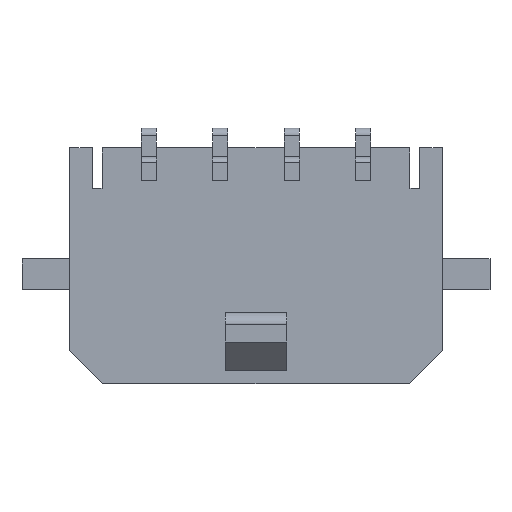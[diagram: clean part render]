
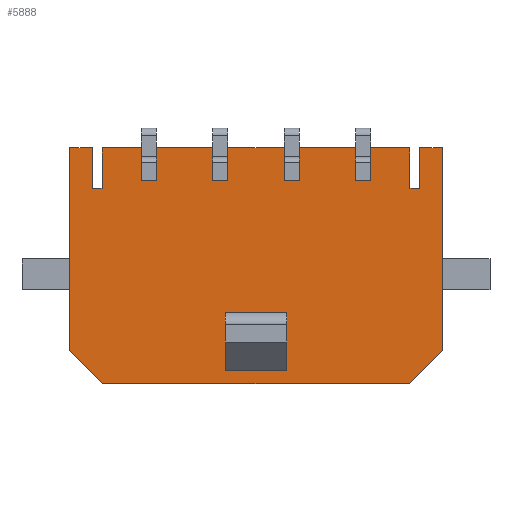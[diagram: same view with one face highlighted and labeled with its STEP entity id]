
A CAD part, top view. The second image highlights one B-rep face of the part: STEP entity #5888.
In plain terms, the highlighted planar face has unit normal (0, 0, 1).
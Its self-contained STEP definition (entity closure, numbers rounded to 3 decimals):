
#247=FACE_OUTER_BOUND('',#556,.T.);
#556=EDGE_LOOP('',(#4453,#4454,#4455,#4456,#4457,#4458,#4459,#4460,#4461,
#4462,#4463,#4464,#4465,#4466,#4467,#4468,#4469,#4470,#4471,#4472,#4473,
#4474,#4475,#4476,#4477,#4478,#4479,#4480,#4481,#4482));
#760=LINE('',#8032,#1543);
#805=LINE('',#8130,#1588);
#885=LINE('',#8303,#1668);
#948=LINE('',#8431,#1731);
#960=LINE('',#8455,#1743);
#979=LINE('',#8493,#1762);
#1171=LINE('',#8881,#1954);
#1190=LINE('',#8918,#1973);
#1191=LINE('',#8920,#1974);
#1193=LINE('',#8925,#1976);
#1196=LINE('',#8930,#1979);
#1198=LINE('',#8935,#1981);
#1202=LINE('',#8942,#1985);
#1204=LINE('',#8947,#1987);
#1206=LINE('',#8951,#1989);
#1207=LINE('',#8953,#1990);
#1208=LINE('',#8954,#1991);
#1209=LINE('',#8955,#1992);
#1210=LINE('',#8957,#1993);
#1211=LINE('',#8958,#1994);
#1212=LINE('',#8960,#1995);
#1213=LINE('',#8961,#1996);
#1214=LINE('',#8963,#1997);
#1215=LINE('',#8965,#1998);
#1216=LINE('',#8966,#1999);
#1217=LINE('',#8968,#2000);
#1218=LINE('',#8970,#2001);
#1219=LINE('',#8971,#2002);
#1220=LINE('',#8973,#2003);
#1221=LINE('',#8974,#2004);
#1543=VECTOR('',#6501,1.35);
#1588=VECTOR('',#6566,1.7);
#1668=VECTOR('',#6682,1.7);
#1731=VECTOR('',#6799,8.5);
#1743=VECTOR('',#6813,1.98);
#1762=VECTOR('',#6848,12.85);
#1954=VECTOR('',#7170,8.5);
#1973=VECTOR('',#7205,0.96);
#1974=VECTOR('',#7208,0.96);
#1976=VECTOR('',#7212,1.645);
#1979=VECTOR('',#7217,2.36);
#1981=VECTOR('',#7221,2.36);
#1985=VECTOR('',#7227,1.645);
#1987=VECTOR('',#7231,2.36);
#1989=VECTOR('',#7235,1.35);
#1990=VECTOR('',#7236,1.7);
#1991=VECTOR('',#7237,0.4);
#1992=VECTOR('',#7238,1.98);
#1993=VECTOR('',#7239,0.4);
#1994=VECTOR('',#7240,1.7);
#1995=VECTOR('',#7241,1.35);
#1996=VECTOR('',#7242,0.64);
#1997=VECTOR('',#7243,1.35);
#1998=VECTOR('',#7244,0.64);
#1999=VECTOR('',#7245,1.35);
#2000=VECTOR('',#7246,1.35);
#2001=VECTOR('',#7247,0.64);
#2002=VECTOR('',#7248,1.35);
#2003=VECTOR('',#7249,1.35);
#2004=VECTOR('',#7250,0.64);
#2317=VERTEX_POINT('',#8022);
#2321=VERTEX_POINT('',#8030);
#2363=VERTEX_POINT('',#8127);
#2364=VERTEX_POINT('',#8129);
#2438=VERTEX_POINT('',#8300);
#2439=VERTEX_POINT('',#8302);
#2476=VERTEX_POINT('',#8428);
#2477=VERTEX_POINT('',#8430);
#2488=VERTEX_POINT('',#8454);
#2499=VERTEX_POINT('',#8492);
#2629=VERTEX_POINT('',#8878);
#2630=VERTEX_POINT('',#8880);
#2641=VERTEX_POINT('',#8922);
#2642=VERTEX_POINT('',#8924);
#2643=VERTEX_POINT('',#8928);
#2644=VERTEX_POINT('',#8932);
#2645=VERTEX_POINT('',#8934);
#2646=VERTEX_POINT('',#8938);
#2647=VERTEX_POINT('',#8940);
#2648=VERTEX_POINT('',#8944);
#2649=VERTEX_POINT('',#8946);
#2650=VERTEX_POINT('',#8950);
#2651=VERTEX_POINT('',#8952);
#2652=VERTEX_POINT('',#8956);
#2653=VERTEX_POINT('',#8959);
#2654=VERTEX_POINT('',#8962);
#2655=VERTEX_POINT('',#8964);
#2656=VERTEX_POINT('',#8967);
#2657=VERTEX_POINT('',#8969);
#2658=VERTEX_POINT('',#8972);
#2868=EDGE_CURVE('',#2321,#2317,#760,.T.);
#2914=EDGE_CURVE('',#2364,#2363,#805,.T.);
#3002=EDGE_CURVE('',#2438,#2439,#885,.T.);
#3069=EDGE_CURVE('',#2476,#2477,#948,.T.);
#3081=EDGE_CURVE('',#2488,#2477,#960,.T.);
#3100=EDGE_CURVE('',#2499,#2488,#979,.T.);
#3295=EDGE_CURVE('',#2630,#2629,#1171,.T.);
#3314=EDGE_CURVE('',#2364,#2476,#1190,.T.);
#3315=EDGE_CURVE('',#2630,#2438,#1191,.T.);
#3317=EDGE_CURVE('',#2641,#2642,#1193,.T.);
#3320=EDGE_CURVE('',#2643,#2321,#1196,.T.);
#3322=EDGE_CURVE('',#2644,#2645,#1198,.T.);
#3326=EDGE_CURVE('',#2647,#2646,#1202,.T.);
#3328=EDGE_CURVE('',#2648,#2649,#1204,.T.);
#3330=EDGE_CURVE('',#2646,#2650,#1206,.T.);
#3331=EDGE_CURVE('',#2647,#2651,#1207,.T.);
#3332=EDGE_CURVE('',#2439,#2651,#1208,.T.);
#3333=EDGE_CURVE('',#2629,#2499,#1209,.T.);
#3334=EDGE_CURVE('',#2652,#2363,#1210,.T.);
#3335=EDGE_CURVE('',#2642,#2652,#1211,.T.);
#3336=EDGE_CURVE('',#2641,#2653,#1212,.T.);
#3337=EDGE_CURVE('',#2317,#2653,#1213,.T.);
#3338=EDGE_CURVE('',#2643,#2654,#1214,.T.);
#3339=EDGE_CURVE('',#2655,#2654,#1215,.T.);
#3340=EDGE_CURVE('',#2645,#2655,#1216,.T.);
#3341=EDGE_CURVE('',#2644,#2656,#1217,.T.);
#3342=EDGE_CURVE('',#2657,#2656,#1218,.T.);
#3343=EDGE_CURVE('',#2649,#2657,#1219,.T.);
#3344=EDGE_CURVE('',#2648,#2658,#1220,.T.);
#3345=EDGE_CURVE('',#2650,#2658,#1221,.T.);
#4453=ORIENTED_EDGE('',*,*,#3330,.F.);
#4454=ORIENTED_EDGE('',*,*,#3326,.F.);
#4455=ORIENTED_EDGE('',*,*,#3331,.T.);
#4456=ORIENTED_EDGE('',*,*,#3332,.F.);
#4457=ORIENTED_EDGE('',*,*,#3002,.F.);
#4458=ORIENTED_EDGE('',*,*,#3315,.F.);
#4459=ORIENTED_EDGE('',*,*,#3295,.T.);
#4460=ORIENTED_EDGE('',*,*,#3333,.T.);
#4461=ORIENTED_EDGE('',*,*,#3100,.T.);
#4462=ORIENTED_EDGE('',*,*,#3081,.T.);
#4463=ORIENTED_EDGE('',*,*,#3069,.F.);
#4464=ORIENTED_EDGE('',*,*,#3314,.F.);
#4465=ORIENTED_EDGE('',*,*,#2914,.T.);
#4466=ORIENTED_EDGE('',*,*,#3334,.F.);
#4467=ORIENTED_EDGE('',*,*,#3335,.F.);
#4468=ORIENTED_EDGE('',*,*,#3317,.F.);
#4469=ORIENTED_EDGE('',*,*,#3336,.T.);
#4470=ORIENTED_EDGE('',*,*,#3337,.F.);
#4471=ORIENTED_EDGE('',*,*,#2868,.F.);
#4472=ORIENTED_EDGE('',*,*,#3320,.F.);
#4473=ORIENTED_EDGE('',*,*,#3338,.T.);
#4474=ORIENTED_EDGE('',*,*,#3339,.F.);
#4475=ORIENTED_EDGE('',*,*,#3340,.F.);
#4476=ORIENTED_EDGE('',*,*,#3322,.F.);
#4477=ORIENTED_EDGE('',*,*,#3341,.T.);
#4478=ORIENTED_EDGE('',*,*,#3342,.F.);
#4479=ORIENTED_EDGE('',*,*,#3343,.F.);
#4480=ORIENTED_EDGE('',*,*,#3328,.F.);
#4481=ORIENTED_EDGE('',*,*,#3344,.T.);
#4482=ORIENTED_EDGE('',*,*,#3345,.F.);
#5490=PLANE('',#6223);
#5888=ADVANCED_FACE('',(#247),#5490,.T.);
#6223=AXIS2_PLACEMENT_3D('',#8949,#7233,#7234);
#6501=DIRECTION('',(0.,-1.,0.));
#6566=DIRECTION('',(0.,-1.,0.));
#6682=DIRECTION('',(0.,-1.,0.));
#6799=DIRECTION('',(0.,-1.,0.));
#6813=DIRECTION('',(0.707,0.707,0.));
#6848=DIRECTION('',(1.,0.,0.));
#7170=DIRECTION('',(0.,-1.,0.));
#7205=DIRECTION('',(1.,0.,0.));
#7208=DIRECTION('',(1.,0.,0.));
#7212=DIRECTION('',(1.,0.,0.));
#7217=DIRECTION('',(1.,0.,0.));
#7221=DIRECTION('',(1.,0.,0.));
#7227=DIRECTION('',(1.,0.,0.));
#7231=DIRECTION('',(1.,0.,0.));
#7233=DIRECTION('center_axis',(0.,0.,1.));
#7234=DIRECTION('ref_axis',(0.,-1.,0.));
#7235=DIRECTION('',(0.,-1.,0.));
#7236=DIRECTION('',(0.,-1.,0.));
#7237=DIRECTION('',(1.,0.,0.));
#7238=DIRECTION('',(0.707,-0.707,0.));
#7239=DIRECTION('',(1.,0.,0.));
#7240=DIRECTION('',(0.,-1.,0.));
#7241=DIRECTION('',(0.,-1.,0.));
#7242=DIRECTION('',(1.,0.,0.));
#7243=DIRECTION('',(0.,-1.,0.));
#7244=DIRECTION('',(1.,0.,0.));
#7245=DIRECTION('',(0.,-1.,0.));
#7246=DIRECTION('',(0.,-1.,0.));
#7247=DIRECTION('',(1.,0.,0.));
#7248=DIRECTION('',(0.,-1.,0.));
#7249=DIRECTION('',(0.,-1.,0.));
#7250=DIRECTION('',(1.,0.,0.));
#8022=CARTESIAN_POINT('',(4.18,3.6,4.47));
#8030=CARTESIAN_POINT('',(4.18,4.95,4.47));
#8032=CARTESIAN_POINT('',(4.18,4.95,4.47));
#8127=CARTESIAN_POINT('',(6.865,3.25,4.47));
#8129=CARTESIAN_POINT('',(6.865,4.95,4.47));
#8130=CARTESIAN_POINT('',(6.865,4.95,4.47));
#8300=CARTESIAN_POINT('',(-6.865,4.95,4.47));
#8302=CARTESIAN_POINT('',(-6.865,3.25,4.47));
#8303=CARTESIAN_POINT('',(-6.865,4.95,4.47));
#8428=CARTESIAN_POINT('',(7.825,4.95,4.47));
#8430=CARTESIAN_POINT('',(7.825,-3.55,4.47));
#8431=CARTESIAN_POINT('',(7.825,4.95,4.47));
#8454=CARTESIAN_POINT('',(6.425,-4.95,4.47));
#8455=CARTESIAN_POINT('',(6.425,-4.95,4.47));
#8492=CARTESIAN_POINT('',(-6.425,-4.95,4.47));
#8493=CARTESIAN_POINT('',(-6.425,-4.95,4.47));
#8878=CARTESIAN_POINT('',(-7.825,-3.55,4.47));
#8880=CARTESIAN_POINT('',(-7.825,4.95,4.47));
#8881=CARTESIAN_POINT('',(-7.825,4.95,4.47));
#8918=CARTESIAN_POINT('',(6.865,4.95,4.47));
#8920=CARTESIAN_POINT('',(-7.825,4.95,4.47));
#8922=CARTESIAN_POINT('',(4.82,4.95,4.47));
#8924=CARTESIAN_POINT('',(6.465,4.95,4.47));
#8925=CARTESIAN_POINT('',(4.82,4.95,4.47));
#8928=CARTESIAN_POINT('',(1.82,4.95,4.47));
#8930=CARTESIAN_POINT('',(1.82,4.95,4.47));
#8932=CARTESIAN_POINT('',(-1.18,4.95,4.47));
#8934=CARTESIAN_POINT('',(1.18,4.95,4.47));
#8935=CARTESIAN_POINT('',(-1.18,4.95,4.47));
#8938=CARTESIAN_POINT('',(-4.82,4.95,4.47));
#8940=CARTESIAN_POINT('',(-6.465,4.95,4.47));
#8942=CARTESIAN_POINT('',(-6.465,4.95,4.47));
#8944=CARTESIAN_POINT('',(-4.18,4.95,4.47));
#8946=CARTESIAN_POINT('',(-1.82,4.95,4.47));
#8947=CARTESIAN_POINT('',(-4.18,4.95,4.47));
#8949=CARTESIAN_POINT('Origin',(-7.825,4.95,4.47));
#8950=CARTESIAN_POINT('',(-4.82,3.6,4.47));
#8951=CARTESIAN_POINT('',(-4.82,4.95,4.47));
#8952=CARTESIAN_POINT('',(-6.465,3.25,4.47));
#8953=CARTESIAN_POINT('',(-6.465,4.95,4.47));
#8954=CARTESIAN_POINT('',(-6.865,3.25,4.47));
#8955=CARTESIAN_POINT('',(-7.825,-3.55,4.47));
#8956=CARTESIAN_POINT('',(6.465,3.25,4.47));
#8957=CARTESIAN_POINT('',(6.465,3.25,4.47));
#8958=CARTESIAN_POINT('',(6.465,4.95,4.47));
#8959=CARTESIAN_POINT('',(4.82,3.6,4.47));
#8960=CARTESIAN_POINT('',(4.82,4.95,4.47));
#8961=CARTESIAN_POINT('',(4.18,3.6,4.47));
#8962=CARTESIAN_POINT('',(1.82,3.6,4.47));
#8963=CARTESIAN_POINT('',(1.82,4.95,4.47));
#8964=CARTESIAN_POINT('',(1.18,3.6,4.47));
#8965=CARTESIAN_POINT('',(1.18,3.6,4.47));
#8966=CARTESIAN_POINT('',(1.18,4.95,4.47));
#8967=CARTESIAN_POINT('',(-1.18,3.6,4.47));
#8968=CARTESIAN_POINT('',(-1.18,4.95,4.47));
#8969=CARTESIAN_POINT('',(-1.82,3.6,4.47));
#8970=CARTESIAN_POINT('',(-1.82,3.6,4.47));
#8971=CARTESIAN_POINT('',(-1.82,4.95,4.47));
#8972=CARTESIAN_POINT('',(-4.18,3.6,4.47));
#8973=CARTESIAN_POINT('',(-4.18,4.95,4.47));
#8974=CARTESIAN_POINT('',(-4.82,3.6,4.47));
